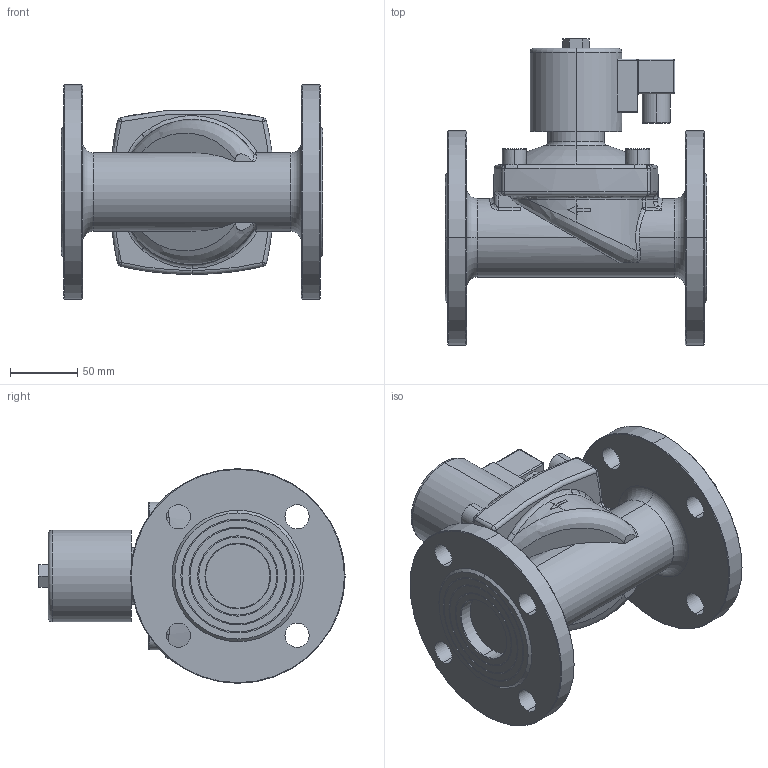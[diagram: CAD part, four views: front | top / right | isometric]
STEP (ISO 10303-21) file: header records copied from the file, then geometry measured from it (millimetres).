
FILE_DESCRIPTION (( 'STEP AP214' ), '1' );
FILE_NAME ('DUMMY - 242 FL DN50.STEP', '2017-05-23T12:01:38', ( 'rv' ), ( 'Hewlett-Packard Company' ), 'SwSTEP 2.0', 'SolidWorks 2015', '' );
FILE_SCHEMA (( 'AUTOMOTIVE_DESIGN' ));
Length unit declared in the file: millimetre
Products named in the file (1): DUMMY - 242 FL DN50
Bounding box: 195 x 228.25 x 160 mm (x, y, z)
Volume: 1813275 mm3; surface area: 180540 mm2
Topology: 1 solids, 1 shells, 288 faces, 688 edges, 408 vertices
Faces by surface type: cylinder 86, plane 70, torus 61, bspline 40, cone 16, sphere 15
Entity records: 13380 total; most frequent: CARTESIAN_POINT 6055, DIRECTION 1406, ORIENTED_EDGE 1348, EDGE_CURVE 674, AXIS2_PLACEMENT_3D 610, VERTEX_POINT 408, CIRCLE 361, EDGE_LOOP 324
